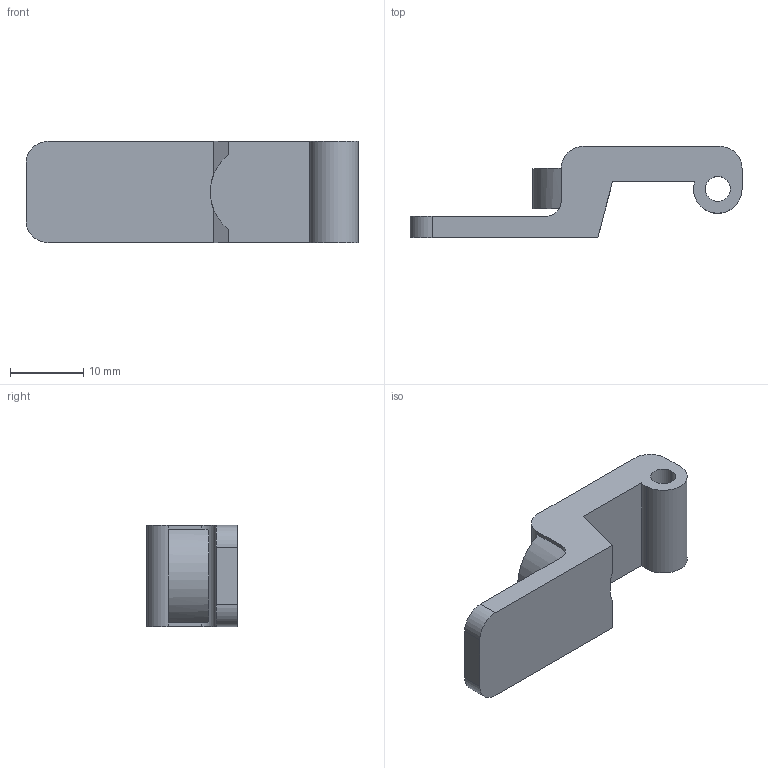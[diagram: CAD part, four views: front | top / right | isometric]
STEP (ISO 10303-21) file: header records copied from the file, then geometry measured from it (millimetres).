
FILE_DESCRIPTION (( 'STEP AP214' ), '1' );
FILE_NAME ('ThumbSpoonNONTPU.STEP', '2024-12-19T17:50:34', ( '' ), ( '' ), 'SwSTEP 2.0', 'SolidWorks 2022', '' );
FILE_SCHEMA (( 'AUTOMOTIVE_DESIGN' ));
Length unit declared in the file: millimetre
Products named in the file (1): ThumbSpoonNONTPU
Bounding box: 45.24 x 12.4 x 13.8 mm (x, y, z)
Volume: 3230.3 mm3; surface area: 2395.2 mm2
Topology: 1 solids, 1 shells, 27 faces, 77 edges, 50 vertices
Faces by surface type: plane 15, cylinder 12
Entity records: 937 total; most frequent: CARTESIAN_POINT 181, ORIENTED_EDGE 154, DIRECTION 151, EDGE_CURVE 77, AXIS2_PLACEMENT_3D 52, VERTEX_POINT 50, LINE 47, VECTOR 47
